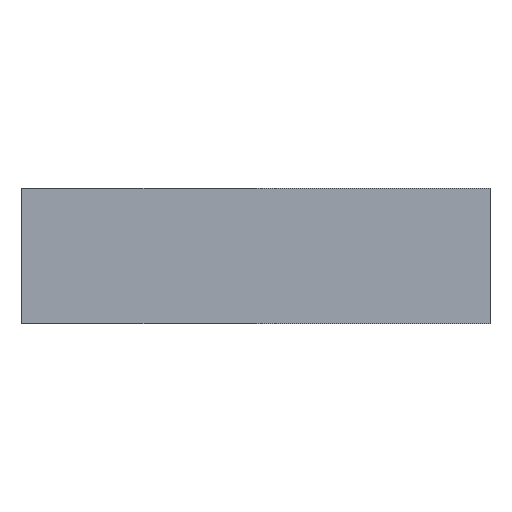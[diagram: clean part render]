
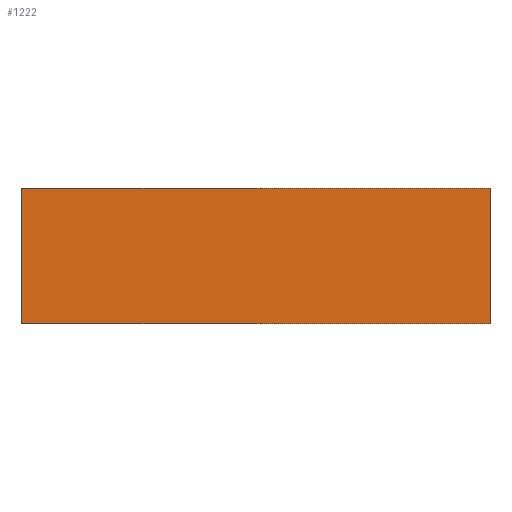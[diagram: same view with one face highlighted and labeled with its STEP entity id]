
A CAD part, front view. The second image highlights one B-rep face of the part: STEP entity #1222.
In plain terms, the highlighted planar face has unit normal (0, -1, 0).
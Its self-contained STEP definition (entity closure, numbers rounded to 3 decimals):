
#70=FACE_OUTER_BOUND('',#129,.T.);
#129=EDGE_LOOP('',(#1080,#1081,#1082,#1083));
#234=LINE('',#1793,#406);
#261=LINE('',#1845,#433);
#301=LINE('',#1926,#473);
#302=LINE('',#1928,#474);
#406=VECTOR('',#1437,10.);
#433=VECTOR('',#1482,10.);
#473=VECTOR('',#1576,10.);
#474=VECTOR('',#1579,10.);
#560=VERTEX_POINT('',#1790);
#561=VERTEX_POINT('',#1792);
#576=VERTEX_POINT('',#1842);
#577=VERTEX_POINT('',#1844);
#692=EDGE_CURVE('',#560,#561,#234,.T.);
#719=EDGE_CURVE('',#576,#577,#261,.T.);
#759=EDGE_CURVE('',#577,#560,#301,.T.);
#760=EDGE_CURVE('',#561,#576,#302,.T.);
#1080=ORIENTED_EDGE('',*,*,#719,.F.);
#1081=ORIENTED_EDGE('',*,*,#760,.F.);
#1082=ORIENTED_EDGE('',*,*,#692,.F.);
#1083=ORIENTED_EDGE('',*,*,#759,.F.);
#1163=PLANE('',#1295);
#1222=ADVANCED_FACE('',(#70),#1163,.T.);
#1295=AXIS2_PLACEMENT_3D('',#1927,#1577,#1578);
#1437=DIRECTION('',(0.,0.,-1.));
#1482=DIRECTION('',(0.,0.,1.));
#1576=DIRECTION('',(1.,0.,0.));
#1577=DIRECTION('center_axis',(0.,-1.,0.));
#1578=DIRECTION('ref_axis',(1.,0.,0.));
#1579=DIRECTION('',(-1.,0.,0.));
#1790=CARTESIAN_POINT('',(9.925,-17.425,2.45));
#1792=CARTESIAN_POINT('',(9.925,-17.425,-3.3));
#1793=CARTESIAN_POINT('',(9.925,-17.425,-1.));
#1842=CARTESIAN_POINT('',(-9.925,-17.425,-3.3));
#1844=CARTESIAN_POINT('',(-9.925,-17.425,2.45));
#1845=CARTESIAN_POINT('',(-9.925,-17.425,0.));
#1926=CARTESIAN_POINT('',(-4.463,-17.425,2.45));
#1927=CARTESIAN_POINT('Origin',(-8.925,-17.425,0.));
#1928=CARTESIAN_POINT('',(-4.463,-17.425,-3.3));
